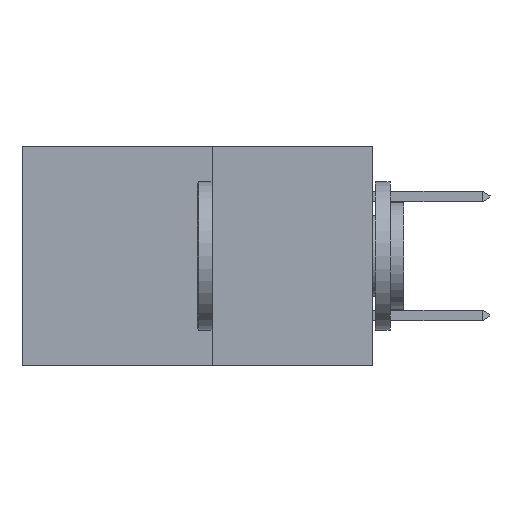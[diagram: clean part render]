
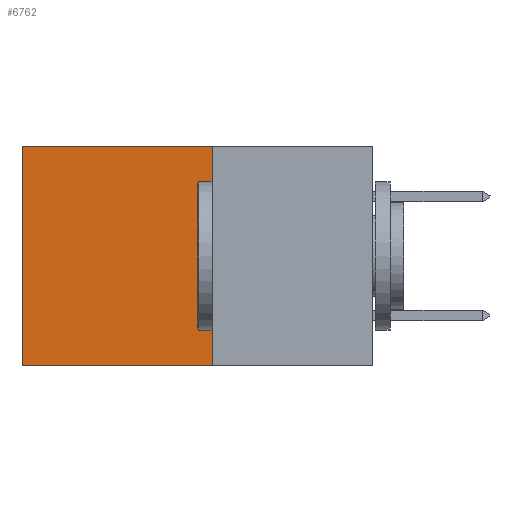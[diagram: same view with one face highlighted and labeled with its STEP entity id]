
A CAD part, left-side view. The second image highlights one B-rep face of the part: STEP entity #6762.
In plain terms, the highlighted planar face has unit normal (-1, 0, 0).
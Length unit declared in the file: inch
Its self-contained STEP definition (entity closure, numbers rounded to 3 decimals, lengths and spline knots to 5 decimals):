
#847 = VERTEX_POINT ( 'NONE', #8163 ) ;
#1040 = VERTEX_POINT ( 'NONE', #20230 ) ;
#1409 = EDGE_CURVE ( 'NONE', #1040, #847, #15600, .T. ) ;
#1411 = ORIENTED_EDGE ( 'NONE', *, *, #8153, .T. ) ;
#2129 = EDGE_LOOP ( 'NONE', ( #7711, #16176, #7187, #1411 ) ) ;
#2470 = DIRECTION ( 'NONE',  ( 0., 0., -1. ) ) ;
#2764 = DIRECTION ( 'NONE',  ( 0., 1., 0. ) ) ;
#3891 = VECTOR ( 'NONE', #5511, 39.37008 ) ;
#3968 = CARTESIAN_POINT ( 'NONE',  ( 0.277, 0.27, 0. ) ) ;
#4439 = LINE ( 'NONE', #5606, #3891 ) ;
#4788 = EDGE_CURVE ( 'NONE', #11185, #847, #8813, .T. ) ;
#5511 = DIRECTION ( 'NONE',  ( 0., 0., -1. ) ) ;
#5606 = CARTESIAN_POINT ( 'NONE',  ( 0.277, 0.27, -0.37 ) ) ;
#6762 = ADVANCED_FACE ( 'NONE', ( #11736 ), #17924, .F. ) ;
#7159 = EDGE_CURVE ( 'NONE', #17419, #11185, #4439, .T. ) ;
#7187 = ORIENTED_EDGE ( 'NONE', *, *, #7159, .F. ) ;
#7711 = ORIENTED_EDGE ( 'NONE', *, *, #1409, .T. ) ;
#8136 = CARTESIAN_POINT ( 'NONE',  ( 0.277, 0.27, -0.37 ) ) ;
#8153 = EDGE_CURVE ( 'NONE', #17419, #1040, #21101, .T. ) ;
#8163 = CARTESIAN_POINT ( 'NONE',  ( 0.277, 0.59, -0.37 ) ) ;
#8246 = VECTOR ( 'NONE', #16876, 39.37008 ) ;
#8813 = LINE ( 'NONE', #16573, #8246 ) ;
#9998 = CARTESIAN_POINT ( 'NONE',  ( 0.277, 0.59, -0.37 ) ) ;
#11185 = VERTEX_POINT ( 'NONE', #8136 ) ;
#11692 = CARTESIAN_POINT ( 'NONE',  ( 0.277, 0.27, 0. ) ) ;
#11736 = FACE_OUTER_BOUND ( 'NONE', #2129, .T. ) ;
#15050 = VECTOR ( 'NONE', #2470, 39.37008 ) ;
#15600 = LINE ( 'NONE', #9998, #15050 ) ;
#16176 = ORIENTED_EDGE ( 'NONE', *, *, #4788, .F. ) ;
#16573 = CARTESIAN_POINT ( 'NONE',  ( 0.277, 0.27, -0.37 ) ) ;
#16876 = DIRECTION ( 'NONE',  ( 0., 1., 0. ) ) ;
#16951 = VECTOR ( 'NONE', #2764, 39.37008 ) ;
#17419 = VERTEX_POINT ( 'NONE', #3968 ) ;
#17582 = DIRECTION ( 'NONE',  ( 0., 0., -1. ) ) ;
#17625 = DIRECTION ( 'NONE',  ( 1., 0., 0. ) ) ;
#17770 = CARTESIAN_POINT ( 'NONE',  ( 0.277, 0.27, -0.37 ) ) ;
#17924 = PLANE ( 'NONE',  #22897 ) ;
#20230 = CARTESIAN_POINT ( 'NONE',  ( 0.277, 0.59, 0. ) ) ;
#21101 = LINE ( 'NONE', #11692, #16951 ) ;
#22897 = AXIS2_PLACEMENT_3D ( 'NONE', #17770, #17625, #17582 ) ;
